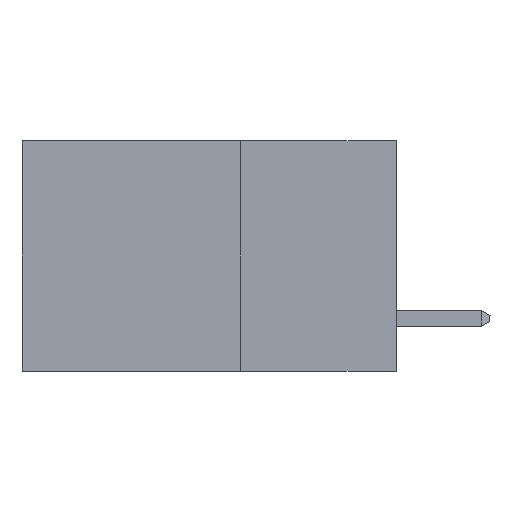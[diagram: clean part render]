
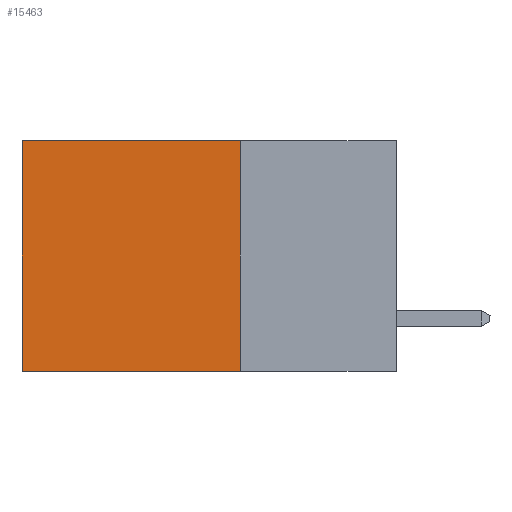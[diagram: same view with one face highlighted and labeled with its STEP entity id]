
A CAD part, left-side view. The second image highlights one B-rep face of the part: STEP entity #15463.
In plain terms, the highlighted planar face has unit normal (-1, 0, 0).
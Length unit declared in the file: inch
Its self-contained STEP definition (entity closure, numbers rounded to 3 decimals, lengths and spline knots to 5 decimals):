
#21 = CARTESIAN_POINT ( 'NONE',  ( 0.298, 0.6, 0. ) ) ;
#556 = EDGE_CURVE ( 'NONE', #5648, #18508, #1953, .T. ) ;
#710 = DIRECTION ( 'NONE',  ( 0., 1., 0. ) ) ;
#1424 = CARTESIAN_POINT ( 'NONE',  ( 0.298, 0.6, -0.37 ) ) ;
#1749 = DIRECTION ( 'NONE',  ( 0., 0., -1. ) ) ;
#1953 = LINE ( 'NONE', #20443, #23501 ) ;
#2770 = EDGE_CURVE ( 'NONE', #7916, #6826, #19209, .T. ) ;
#3699 = DIRECTION ( 'NONE',  ( 0., 1., 0. ) ) ;
#4698 = LINE ( 'NONE', #23457, #6733 ) ;
#5487 = CARTESIAN_POINT ( 'NONE',  ( 0.298, 0.25, -0.37 ) ) ;
#5648 = VERTEX_POINT ( 'NONE', #8612 ) ;
#6337 = CARTESIAN_POINT ( 'NONE',  ( 0.298, 0.25, 0. ) ) ;
#6733 = VECTOR ( 'NONE', #12166, 39.37008 ) ;
#6826 = VERTEX_POINT ( 'NONE', #1424 ) ;
#7916 = VERTEX_POINT ( 'NONE', #5487 ) ;
#8612 = CARTESIAN_POINT ( 'NONE',  ( 0.298, 0.25, 0. ) ) ;
#9362 = ORIENTED_EDGE ( 'NONE', *, *, #23953, .F. ) ;
#11232 = CARTESIAN_POINT ( 'NONE',  ( 0.298, 0.6, 0. ) ) ;
#11470 = ORIENTED_EDGE ( 'NONE', *, *, #556, .T. ) ;
#12118 = ORIENTED_EDGE ( 'NONE', *, *, #13084, .T. ) ;
#12122 = EDGE_LOOP ( 'NONE', ( #12118, #17642, #9362, #11470 ) ) ;
#12166 = DIRECTION ( 'NONE',  ( 0., 0., -1. ) ) ;
#12345 = LINE ( 'NONE', #21, #15005 ) ;
#13084 = EDGE_CURVE ( 'NONE', #18508, #6826, #12345, .T. ) ;
#13906 = CARTESIAN_POINT ( 'NONE',  ( 0.298, 0.25, -0.37 ) ) ;
#14011 = DIRECTION ( 'NONE',  ( 0., 0., -1. ) ) ;
#15005 = VECTOR ( 'NONE', #1749, 39.37008 ) ;
#15463 = ADVANCED_FACE ( 'NONE', ( #15756 ), #17486, .F. ) ;
#15756 = FACE_OUTER_BOUND ( 'NONE', #12122, .T. ) ;
#17486 = PLANE ( 'NONE',  #20367 ) ;
#17642 = ORIENTED_EDGE ( 'NONE', *, *, #2770, .F. ) ;
#18508 = VERTEX_POINT ( 'NONE', #11232 ) ;
#19209 = LINE ( 'NONE', #13906, #19487 ) ;
#19354 = DIRECTION ( 'NONE',  ( 1., 0., 0. ) ) ;
#19487 = VECTOR ( 'NONE', #710, 39.37008 ) ;
#20367 = AXIS2_PLACEMENT_3D ( 'NONE', #6337, #19354, #14011 ) ;
#20443 = CARTESIAN_POINT ( 'NONE',  ( 0.298, 0.25, 0. ) ) ;
#23457 = CARTESIAN_POINT ( 'NONE',  ( 0.298, 0.25, 0. ) ) ;
#23501 = VECTOR ( 'NONE', #3699, 39.37008 ) ;
#23953 = EDGE_CURVE ( 'NONE', #5648, #7916, #4698, .T. ) ;
